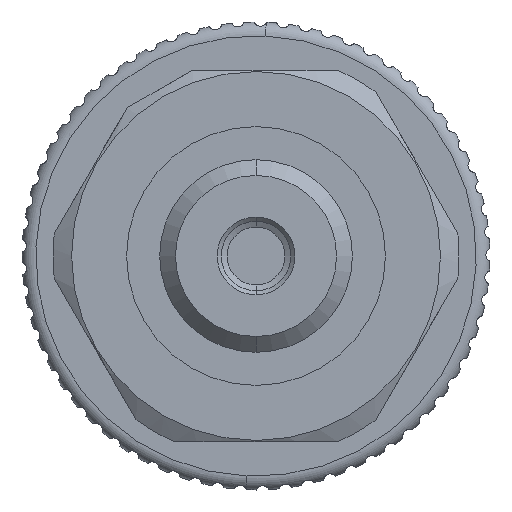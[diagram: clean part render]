
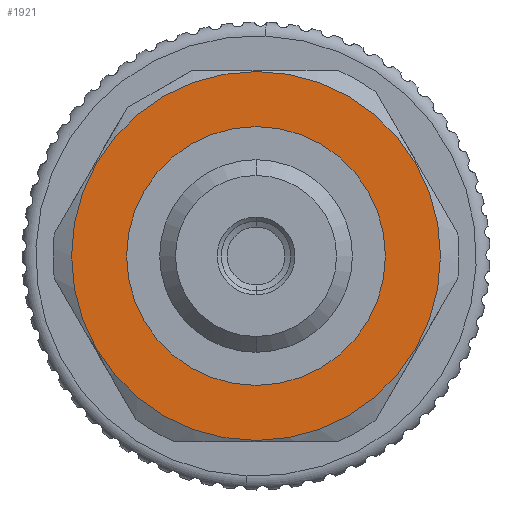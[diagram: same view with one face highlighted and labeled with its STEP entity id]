
A CAD part, front view. The second image highlights one B-rep face of the part: STEP entity #1921.
In plain terms, the highlighted face is planar.
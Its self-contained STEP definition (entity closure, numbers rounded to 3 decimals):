
#221 = DIRECTION ( 'NONE',  ( 0., 0., 1. ) ) ;
#245 = DIRECTION ( 'NONE',  ( -1., 0., 0. ) ) ;
#292 = CARTESIAN_POINT ( 'NONE',  ( 33.5, 0., 0. ) ) ;
#351 = EDGE_CURVE ( 'NONE', #2308, #17212, #8732, .T. ) ;
#372 = VERTEX_POINT ( 'NONE', #14430 ) ;
#560 = EDGE_CURVE ( 'NONE', #17212, #2308, #6240, .T. ) ;
#1742 = CARTESIAN_POINT ( 'NONE',  ( 33.5, 0., -9.4 ) ) ;
#1921 = ADVANCED_FACE ( 'NONE', ( #14658, #17931 ), #2148, .F. ) ;
#1928 = DIRECTION ( 'NONE',  ( 0., 0., 1. ) ) ;
#1995 = DIRECTION ( 'NONE',  ( -1., 0., 0. ) ) ;
#2073 = CARTESIAN_POINT ( 'NONE',  ( 33.5, 13.4, 0. ) ) ;
#2148 = PLANE ( 'NONE',  #3992 ) ;
#2308 = VERTEX_POINT ( 'NONE', #1742 ) ;
#3992 = AXIS2_PLACEMENT_3D ( 'NONE', #2073, #1995, #1928 ) ;
#4583 = AXIS2_PLACEMENT_3D ( 'NONE', #292, #245, #221 ) ;
#5808 = EDGE_CURVE ( 'NONE', #11175, #372, #18798, .T. ) ;
#6013 = AXIS2_PLACEMENT_3D ( 'NONE', #6617, #6592, #6589 ) ;
#6240 = CIRCLE ( 'NONE', #11126, 9.4 ) ;
#6272 = EDGE_CURVE ( 'NONE', #372, #11175, #15630, .T. ) ;
#6589 = DIRECTION ( 'NONE',  ( 0., 0., 1. ) ) ;
#6592 = DIRECTION ( 'NONE',  ( -1., 0., 0. ) ) ;
#6617 = CARTESIAN_POINT ( 'NONE',  ( 33.5, 0., 0. ) ) ;
#8732 = CIRCLE ( 'NONE', #12114, 9.4 ) ;
#9607 = ORIENTED_EDGE ( 'NONE', *, *, #5808, .F. ) ;
#9873 = EDGE_LOOP ( 'NONE', ( #11664, #9607 ) ) ;
#10004 = CARTESIAN_POINT ( 'NONE',  ( 33.5, 0., 0. ) ) ;
#10666 = CARTESIAN_POINT ( 'NONE',  ( 33.5, 0., -13.4 ) ) ;
#11126 = AXIS2_PLACEMENT_3D ( 'NONE', #16751, #16768, #16772 ) ;
#11175 = VERTEX_POINT ( 'NONE', #10666 ) ;
#11664 = ORIENTED_EDGE ( 'NONE', *, *, #6272, .F. ) ;
#12114 = AXIS2_PLACEMENT_3D ( 'NONE', #10004, #14290, #14292 ) ;
#14290 = DIRECTION ( 'NONE',  ( -1., 0., 0. ) ) ;
#14292 = DIRECTION ( 'NONE',  ( 0., 0., 1. ) ) ;
#14430 = CARTESIAN_POINT ( 'NONE',  ( 33.5, 0., 13.4 ) ) ;
#14658 = FACE_OUTER_BOUND ( 'NONE', #9873, .T. ) ;
#15630 = CIRCLE ( 'NONE', #4583, 13.4 ) ;
#15638 = EDGE_LOOP ( 'NONE', ( #18568, #19741 ) ) ;
#16751 = CARTESIAN_POINT ( 'NONE',  ( 33.5, 0., 0. ) ) ;
#16768 = DIRECTION ( 'NONE',  ( -1., 0., 0. ) ) ;
#16772 = DIRECTION ( 'NONE',  ( 0., 0., 1. ) ) ;
#17212 = VERTEX_POINT ( 'NONE', #17571 ) ;
#17571 = CARTESIAN_POINT ( 'NONE',  ( 33.5, 0., 9.4 ) ) ;
#17931 = FACE_BOUND ( 'NONE', #15638, .T. ) ;
#18568 = ORIENTED_EDGE ( 'NONE', *, *, #560, .T. ) ;
#18798 = CIRCLE ( 'NONE', #6013, 13.4 ) ;
#19741 = ORIENTED_EDGE ( 'NONE', *, *, #351, .T. ) ;
